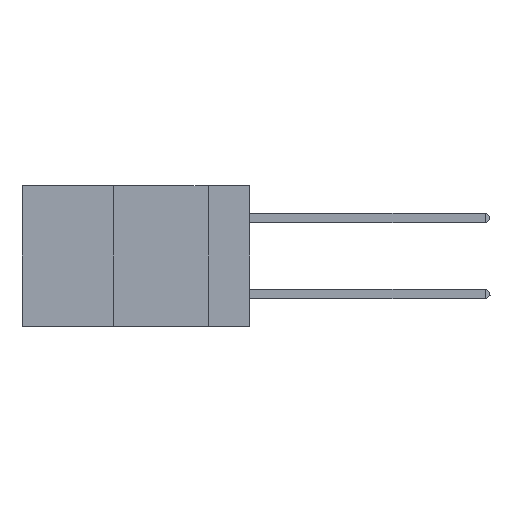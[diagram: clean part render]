
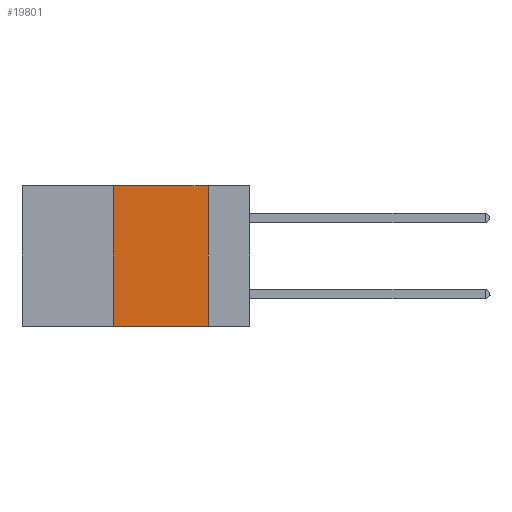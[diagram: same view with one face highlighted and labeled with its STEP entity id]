
A CAD part, left-side view. The second image highlights one B-rep face of the part: STEP entity #19801.
In plain terms, the highlighted planar face has unit normal (-1, 0, 0).
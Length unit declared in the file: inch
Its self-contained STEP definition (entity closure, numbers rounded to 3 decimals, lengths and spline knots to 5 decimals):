
#284 = VERTEX_POINT ( 'NONE', #3065 ) ;
#2295 = ORIENTED_EDGE ( 'NONE', *, *, #17768, .T. ) ;
#2604 = DIRECTION ( 'NONE',  ( 0., -1., 0. ) ) ;
#2718 = EDGE_CURVE ( 'NONE', #3287, #15951, #8271, .T. ) ;
#3065 = CARTESIAN_POINT ( 'NONE',  ( 0., 0.11, -0.37 ) ) ;
#3287 = VERTEX_POINT ( 'NONE', #3504 ) ;
#3395 = CARTESIAN_POINT ( 'NONE',  ( 0., 0.6, -0.37 ) ) ;
#3504 = CARTESIAN_POINT ( 'NONE',  ( 0., 0.36, 0. ) ) ;
#3874 = CARTESIAN_POINT ( 'NONE',  ( 0., 0.36, -0.37 ) ) ;
#4037 = EDGE_CURVE ( 'NONE', #13729, #3287, #6070, .T. ) ;
#4158 = CARTESIAN_POINT ( 'NONE',  ( 0., 0.6, 0. ) ) ;
#4606 = CARTESIAN_POINT ( 'NONE',  ( 0., 0.11, 0. ) ) ;
#4679 = LINE ( 'NONE', #3395, #11239 ) ;
#6070 = LINE ( 'NONE', #14555, #11871 ) ;
#6301 = FACE_OUTER_BOUND ( 'NONE', #6913, .T. ) ;
#6913 = EDGE_LOOP ( 'NONE', ( #18880, #16039, #13531, #2295 ) ) ;
#7904 = DIRECTION ( 'NONE',  ( 0., -1., 0. ) ) ;
#8271 = LINE ( 'NONE', #4158, #16213 ) ;
#9034 = VECTOR ( 'NONE', #9829, 39.37008 ) ;
#9829 = DIRECTION ( 'NONE',  ( 0., 0., -1. ) ) ;
#10615 = CARTESIAN_POINT ( 'NONE',  ( 0., 0.11, 0. ) ) ;
#11190 = LINE ( 'NONE', #10615, #9034 ) ;
#11239 = VECTOR ( 'NONE', #7904, 39.37008 ) ;
#11871 = VECTOR ( 'NONE', #19148, 39.37008 ) ;
#13121 = CARTESIAN_POINT ( 'NONE',  ( 0., 0.6, 0. ) ) ;
#13531 = ORIENTED_EDGE ( 'NONE', *, *, #4037, .F. ) ;
#13729 = VERTEX_POINT ( 'NONE', #3874 ) ;
#14463 = DIRECTION ( 'NONE',  ( 1., 0., 0. ) ) ;
#14555 = CARTESIAN_POINT ( 'NONE',  ( 0., 0.36, 0. ) ) ;
#15093 = AXIS2_PLACEMENT_3D ( 'NONE', #13121, #14463, #17560 ) ;
#15951 = VERTEX_POINT ( 'NONE', #4606 ) ;
#16039 = ORIENTED_EDGE ( 'NONE', *, *, #2718, .F. ) ;
#16213 = VECTOR ( 'NONE', #2604, 39.37008 ) ;
#17560 = DIRECTION ( 'NONE',  ( 0., 0., -1. ) ) ;
#17698 = PLANE ( 'NONE',  #15093 ) ;
#17768 = EDGE_CURVE ( 'NONE', #13729, #284, #4679, .T. ) ;
#18342 = EDGE_CURVE ( 'NONE', #15951, #284, #11190, .T. ) ;
#18880 = ORIENTED_EDGE ( 'NONE', *, *, #18342, .F. ) ;
#19148 = DIRECTION ( 'NONE',  ( 0., 0., 1. ) ) ;
#19801 = ADVANCED_FACE ( 'NONE', ( #6301 ), #17698, .F. ) ;
